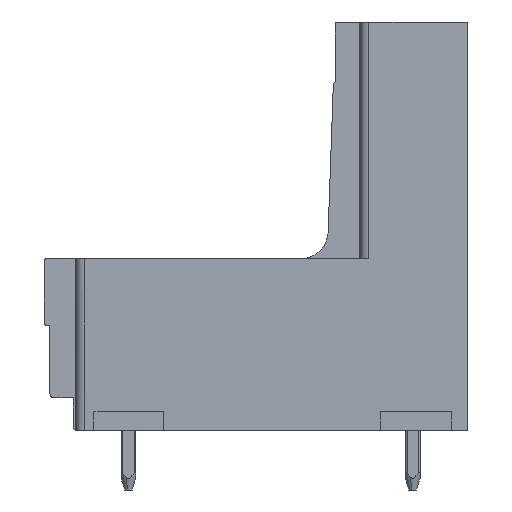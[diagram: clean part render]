
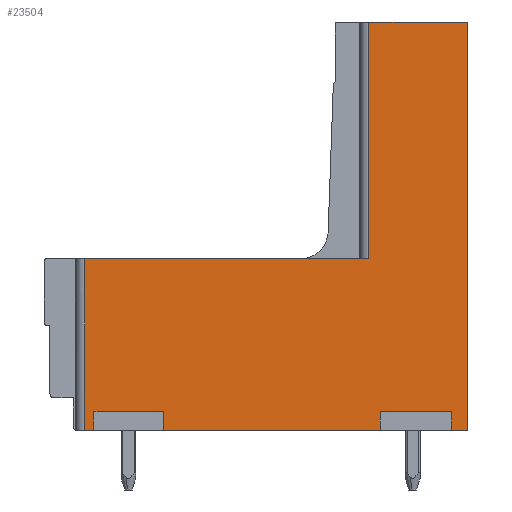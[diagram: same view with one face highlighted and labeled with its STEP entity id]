
A CAD part, left-side view. The second image highlights one B-rep face of the part: STEP entity #23504.
In plain terms, the highlighted planar face has unit normal (-1, 0, 0).
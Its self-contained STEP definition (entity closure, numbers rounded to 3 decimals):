
#23443=AXIS2_PLACEMENT_3D('Plane Axis2P3D',#23440,#23441,#23442) ;
#194=CARTESIAN_POINT('Vertex',(0.,0.,3.2)) ;
#197=CARTESIAN_POINT('Line Origine',(0.,0.435,3.2)) ;
#201=CARTESIAN_POINT('Vertex',(0.,0.87,3.2)) ;
#250=CARTESIAN_POINT('Vertex',(0.,4.69,3.2)) ;
#253=CARTESIAN_POINT('Line Origine',(0.,10.495,3.2)) ;
#257=CARTESIAN_POINT('Vertex',(0.,16.3,3.2)) ;
#278=CARTESIAN_POINT('Vertex',(0.,20.04,3.2)) ;
#281=CARTESIAN_POINT('Line Origine',(0.,20.29,3.2)) ;
#285=CARTESIAN_POINT('Vertex',(0.,20.54,3.2)) ;
#20284=CARTESIAN_POINT('Vertex',(0.,5.3,25.1)) ;
#20287=CARTESIAN_POINT('Line Origine',(0.,2.65,25.1)) ;
#20291=CARTESIAN_POINT('Vertex',(0.,0.,25.1)) ;
#22918=CARTESIAN_POINT('Line Origine',(0.,0.,14.15)) ;
#23360=CARTESIAN_POINT('Line Origine',(0.,20.54,14.15)) ;
#23364=CARTESIAN_POINT('Vertex',(0.,20.54,12.4)) ;
#23425=CARTESIAN_POINT('Vertex',(0.,5.3,12.4)) ;
#23428=CARTESIAN_POINT('Line Origine',(0.,5.3,14.15)) ;
#23440=CARTESIAN_POINT('Axis2P3D Location',(0.,0.,0.)) ;
#23445=CARTESIAN_POINT('Line Origine',(0.,12.92,12.4)) ;
#23450=CARTESIAN_POINT('Line Origine',(0.,20.04,3.7)) ;
#23454=CARTESIAN_POINT('Vertex',(0.,20.04,4.2)) ;
#23457=CARTESIAN_POINT('Line Origine',(0.,18.17,4.2)) ;
#23461=CARTESIAN_POINT('Vertex',(0.,16.3,4.2)) ;
#23464=CARTESIAN_POINT('Line Origine',(0.,16.3,3.7)) ;
#23469=CARTESIAN_POINT('Line Origine',(0.,4.69,3.7)) ;
#23473=CARTESIAN_POINT('Vertex',(0.,4.69,4.2)) ;
#23476=CARTESIAN_POINT('Line Origine',(0.,2.78,4.2)) ;
#23480=CARTESIAN_POINT('Vertex',(0.,0.87,4.2)) ;
#23483=CARTESIAN_POINT('Line Origine',(0.,0.87,3.7)) ;
#198=DIRECTION('Vector Direction',(0.,1.,0.)) ;
#254=DIRECTION('Vector Direction',(0.,1.,0.)) ;
#282=DIRECTION('Vector Direction',(0.,1.,0.)) ;
#20288=DIRECTION('Vector Direction',(0.,-1.,0.)) ;
#22919=DIRECTION('Vector Direction',(0.,0.,-1.)) ;
#23361=DIRECTION('Vector Direction',(0.,0.,1.)) ;
#23429=DIRECTION('Vector Direction',(0.,0.,1.)) ;
#23441=DIRECTION('Axis2P3D Direction',(-1.,0.,0.)) ;
#23442=DIRECTION('Axis2P3D XDirection',(0.,0.,1.)) ;
#23446=DIRECTION('Vector Direction',(0.,-1.,0.)) ;
#23451=DIRECTION('Vector Direction',(0.,0.,-1.)) ;
#23458=DIRECTION('Vector Direction',(0.,-1.,0.)) ;
#23465=DIRECTION('Vector Direction',(0.,0.,1.)) ;
#23470=DIRECTION('Vector Direction',(0.,0.,-1.)) ;
#23477=DIRECTION('Vector Direction',(0.,-1.,0.)) ;
#23484=DIRECTION('Vector Direction',(0.,0.,1.)) ;
#199=VECTOR('Line Direction',#198,1.) ;
#255=VECTOR('Line Direction',#254,1.) ;
#283=VECTOR('Line Direction',#282,1.) ;
#20289=VECTOR('Line Direction',#20288,1.) ;
#22920=VECTOR('Line Direction',#22919,1.) ;
#23362=VECTOR('Line Direction',#23361,1.) ;
#23430=VECTOR('Line Direction',#23429,1.) ;
#23447=VECTOR('Line Direction',#23446,1.) ;
#23452=VECTOR('Line Direction',#23451,1.) ;
#23459=VECTOR('Line Direction',#23458,1.) ;
#23466=VECTOR('Line Direction',#23465,1.) ;
#23471=VECTOR('Line Direction',#23470,1.) ;
#23478=VECTOR('Line Direction',#23477,1.) ;
#23485=VECTOR('Line Direction',#23484,1.) ;
#23489=ORIENTED_EDGE('',*,*,#23449,.F.) ;
#23490=ORIENTED_EDGE('',*,*,#23366,.T.) ;
#23491=ORIENTED_EDGE('',*,*,#287,.T.) ;
#23492=ORIENTED_EDGE('',*,*,#23456,.T.) ;
#23493=ORIENTED_EDGE('',*,*,#23463,.T.) ;
#23494=ORIENTED_EDGE('',*,*,#23468,.T.) ;
#23495=ORIENTED_EDGE('',*,*,#259,.T.) ;
#23496=ORIENTED_EDGE('',*,*,#23475,.T.) ;
#23497=ORIENTED_EDGE('',*,*,#23482,.T.) ;
#23498=ORIENTED_EDGE('',*,*,#23487,.T.) ;
#23499=ORIENTED_EDGE('',*,*,#203,.T.) ;
#23500=ORIENTED_EDGE('',*,*,#22922,.T.) ;
#23501=ORIENTED_EDGE('',*,*,#20293,.T.) ;
#23502=ORIENTED_EDGE('',*,*,#23432,.T.) ;
#23504=ADVANCED_FACE('HOUSING',(#23503),#23444,.T.) ;
#203=EDGE_CURVE('',#202,#195,#200,.F.) ;
#259=EDGE_CURVE('',#258,#251,#256,.F.) ;
#287=EDGE_CURVE('',#286,#279,#284,.F.) ;
#20293=EDGE_CURVE('',#20292,#20285,#20290,.F.) ;
#22922=EDGE_CURVE('',#195,#20292,#22921,.F.) ;
#23366=EDGE_CURVE('',#23365,#286,#23363,.F.) ;
#23432=EDGE_CURVE('',#20285,#23426,#23431,.F.) ;
#23449=EDGE_CURVE('',#23365,#23426,#23448,.T.) ;
#23456=EDGE_CURVE('',#279,#23455,#23453,.F.) ;
#23463=EDGE_CURVE('',#23455,#23462,#23460,.T.) ;
#23468=EDGE_CURVE('',#23462,#258,#23467,.F.) ;
#23475=EDGE_CURVE('',#251,#23474,#23472,.F.) ;
#23482=EDGE_CURVE('',#23474,#23481,#23479,.T.) ;
#23487=EDGE_CURVE('',#23481,#202,#23486,.F.) ;
#23488=EDGE_LOOP('',(#23489,#23490,#23491,#23492,#23493,#23494,#23495,#23496,#23497,#23498,#23499,#23500,#23501,#23502)) ;
#23503=FACE_OUTER_BOUND('',#23488,.T.) ;
#200=LINE('Line',#197,#199) ;
#256=LINE('Line',#253,#255) ;
#284=LINE('Line',#281,#283) ;
#20290=LINE('Line',#20287,#20289) ;
#22921=LINE('Line',#22918,#22920) ;
#23363=LINE('Line',#23360,#23362) ;
#23431=LINE('Line',#23428,#23430) ;
#23448=LINE('Line',#23445,#23447) ;
#23453=LINE('Line',#23450,#23452) ;
#23460=LINE('Line',#23457,#23459) ;
#23467=LINE('Line',#23464,#23466) ;
#23472=LINE('Line',#23469,#23471) ;
#23479=LINE('Line',#23476,#23478) ;
#23486=LINE('Line',#23483,#23485) ;
#23444=PLANE('',#23443) ;
#195=VERTEX_POINT('',#194) ;
#202=VERTEX_POINT('',#201) ;
#251=VERTEX_POINT('',#250) ;
#258=VERTEX_POINT('',#257) ;
#279=VERTEX_POINT('',#278) ;
#286=VERTEX_POINT('',#285) ;
#20285=VERTEX_POINT('',#20284) ;
#20292=VERTEX_POINT('',#20291) ;
#23365=VERTEX_POINT('',#23364) ;
#23426=VERTEX_POINT('',#23425) ;
#23455=VERTEX_POINT('',#23454) ;
#23462=VERTEX_POINT('',#23461) ;
#23474=VERTEX_POINT('',#23473) ;
#23481=VERTEX_POINT('',#23480) ;
